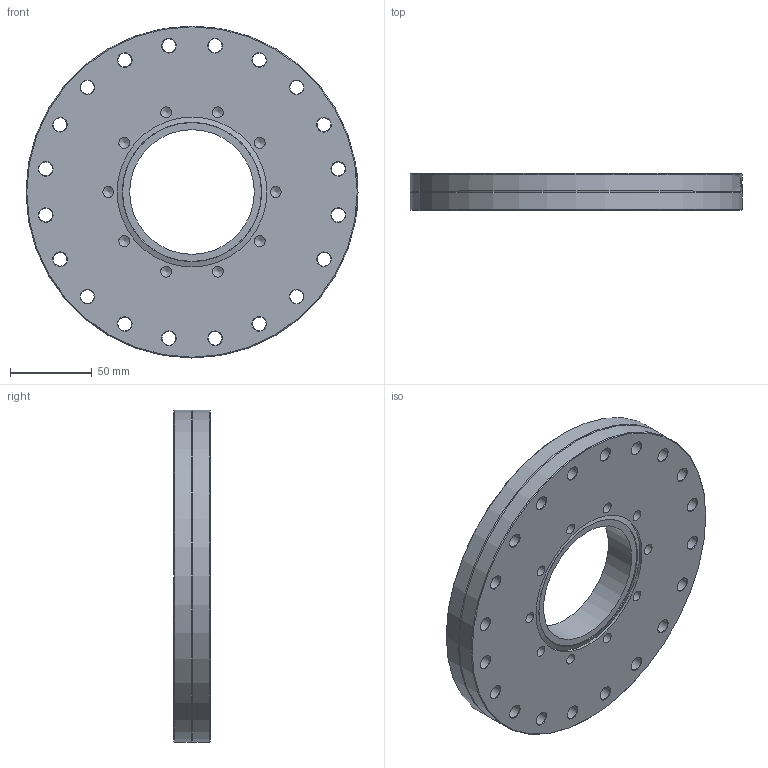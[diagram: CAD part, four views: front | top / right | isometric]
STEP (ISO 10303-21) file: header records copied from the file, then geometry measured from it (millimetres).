
FILE_DESCRIPTION(/* description */ (''),/* implementation_level */ '2;1');
FILE_NAME(/* name */ 'FL-Z160-75.stp',/* time_stamp */ '2023-10-25T11:10:38+01:00',/* author */ ('PaulJarvis'),/* organization */ (''),/* preprocessor_version */ 'ST-DEVELOPER v19.2',/* originating_system */ 'Autodesk Inventor 2023',/* authorisation */ '');
FILE_SCHEMA (('AUTOMOTIVE_DESIGN { 1 0 10303 214 3 1 1 }'));
Length unit declared in the file: millimetre
Products named in the file (1): FL-Z160-75
Bounding box: 203 x 22.4 x 203 mm (x, y, z)
Volume: 568196.4 mm3; surface area: 88943.1 mm2
Topology: 1 solids, 1 shells, 191 faces, 509 edges, 328 vertices
Faces by surface type: cone 57, bspline 53, cylinder 45, plane 35, torus 1
Full cylindrical faces by diameter (mm): 6.647 x10, 8.4 x20, 76.2 x1, 91.6 x1, 171.4 x1, 203 x2
Entity records: 18624 total; most frequent: CARTESIAN_POINT 14081, ORIENTED_EDGE 998, DIRECTION 795, EDGE_CURVE 499, VERTEX_POINT 328, AXIS2_PLACEMENT_3D 302, EDGE_LOOP 251, FACE_OUTER_BOUND 191
